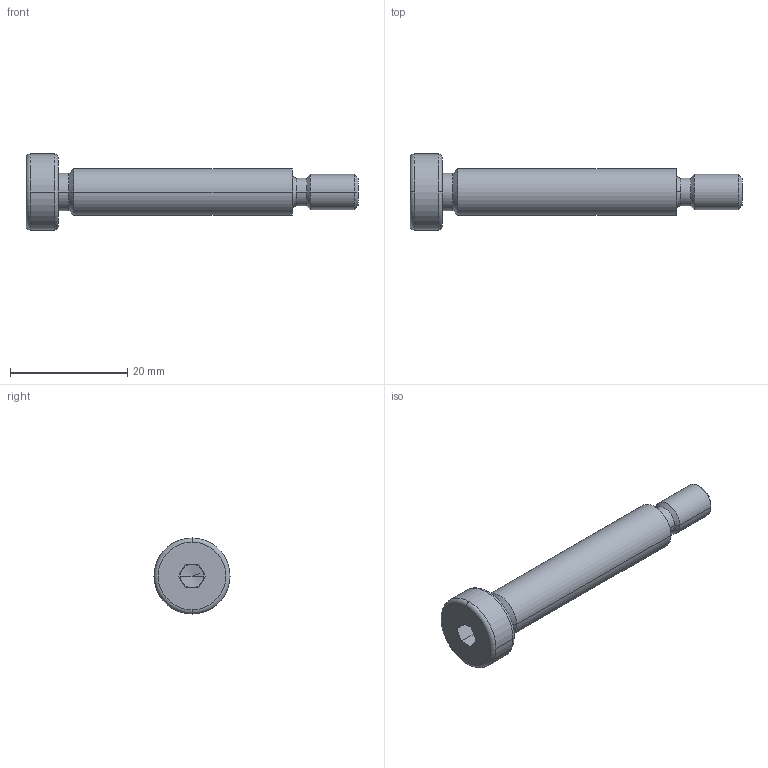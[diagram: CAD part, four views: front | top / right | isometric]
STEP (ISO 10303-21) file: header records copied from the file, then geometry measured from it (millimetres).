
FILE_DESCRIPTION(('STEP AP214'),'1');
FILE_NAME('31-520-6-40.stp','2017-08-11T06:47:36',('TraceParts'),('TraceParts S.A.'),'Spatial InterOp 3D',' ',' ');
FILE_SCHEMA(('automotive_design'));
Length unit declared in the file: millimetre
Products named in the file (1): 31-520-6-40
Bounding box: 56.75 x 13 x 13 mm (x, y, z)
Volume: 2931.6 mm3; surface area: 1735.2 mm2
Topology: 1 solids, 1 shells, 40 faces, 95 edges, 58 vertices
Faces by surface type: plane 16, cylinder 10, cone 8, torus 6
Entity records: 1496 total; most frequent: DIRECTION 226, CARTESIAN_POINT 192, ORIENTED_EDGE 186, EDGE_CURVE 93, AXIS2_PLACEMENT_3D 92, VERTEX_POINT 58, CIRCLE 51, EDGE_LOOP 43
